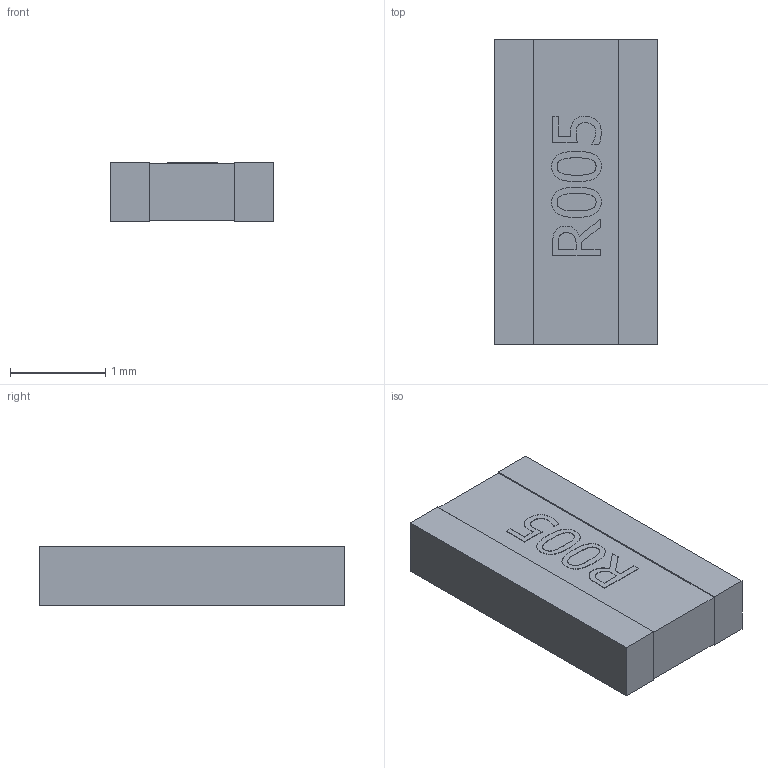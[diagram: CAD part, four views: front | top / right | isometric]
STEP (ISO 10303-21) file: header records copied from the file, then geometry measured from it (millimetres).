
FILE_DESCRIPTION((''),'2;1');
FILE_NAME('RLN06.stp','2018-04-14T10:50:19',('sheen.lee'),(''),'Autodesk Inventor 2011','Autodesk Inventor 2011','');
FILE_SCHEMA(('AUTOMOTIVE_DESIGN { 1 0 10303 214 1 1 1 1 }'));
Length unit declared in the file: millimetre
Products named in the file (1): RLN06-R005
Bounding box: 1.72 x 3.21 x 0.62 mm (x, y, z)
Volume: 3.4 mm3; surface area: 17.3 mm2
Topology: 1 solids, 1 shells, 85 faces, 222 edges, 148 vertices
Faces by surface type: bspline 44, plane 41
Entity records: 2869 total; most frequent: CARTESIAN_POINT 1028, ORIENTED_EDGE 444, EDGE_CURVE 222, DIRECTION 218, VERTEX_POINT 148, VECTOR 134, LINE 134, EDGE_LOOP 94
